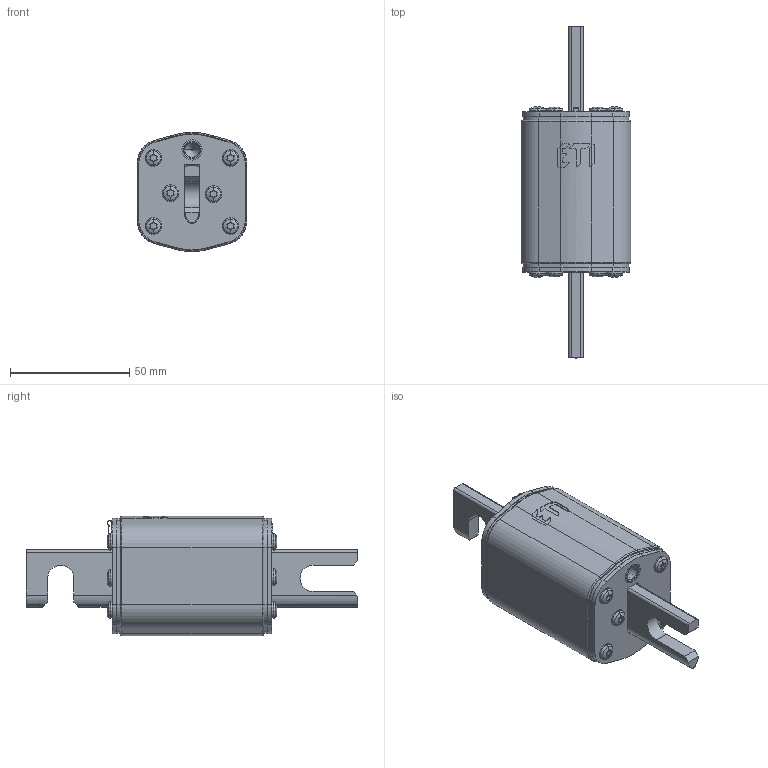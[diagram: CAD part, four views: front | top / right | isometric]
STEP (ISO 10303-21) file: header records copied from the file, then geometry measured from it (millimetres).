
FILE_DESCRIPTION((''),'2;1');
FILE_NAME('004723269_ASM','2022-08-09T11:55:51',('said.beganovic'),('Audax d.o.o.'),'CREO PARAMETRIC BY PTC INC, 2021304','CREO PARAMETRIC BY PTC INC, 2021304','');
FILE_SCHEMA(('AUTOMOTIVE_DESIGN { 1 0 10303 214 1 1 1 1 }'));
Length unit declared in the file: millimetre
Products named in the file (14): 0000031982_1; 0000015141_1-8818; 0000015247_AF0_1; 0000015241_AF0_2; 0000015250_ASM_1_ASM; 0000015247_AF1_1; 0000015244_AF0_2; 0000015261_ASM_1_ASM; 0000016899_1; 0000031301_1; 0000016201_1; 0000017080_1; 004723269_ASM_2_ASM; 004723269_ASM
Assembly tree (27 placements, depth 4):
  004723269_ASM
    004723269_ASM_2_ASM
      0000031982_1
      0000015141_1-8818  x2
      0000015250_ASM_1_ASM
        0000015247_AF0_1
        0000015241_AF0_2
      0000015261_ASM_1_ASM
        0000015247_AF1_1
        0000015244_AF0_2
      0000016899_1  x2
      0000031301_1  x12
      0000016201_1
      0000017080_1  x2
Bounding box: 46 x 139 x 50 mm (x, y, z)
Volume: 148176.3 mm3; surface area: 45102.9 mm2
Topology: 24 solids, 48 shells, 821 faces, 2373 edges, 1595 vertices
Faces by surface type: cylinder 463, plane 210, torus 76, bspline 28, sphere 24, cone 20
Entity records: 23202 total; most frequent: CARTESIAN_POINT 4217, DIRECTION 2412, ORIENTED_EDGE 2204, EDGE_CURVE 1129, AXIS2_PLACEMENT_3D 939, VERTEX_POINT 758, PRESENTATION_STYLE_ASSIGNMENT 743, PROPERTY_DEFINITION 734
